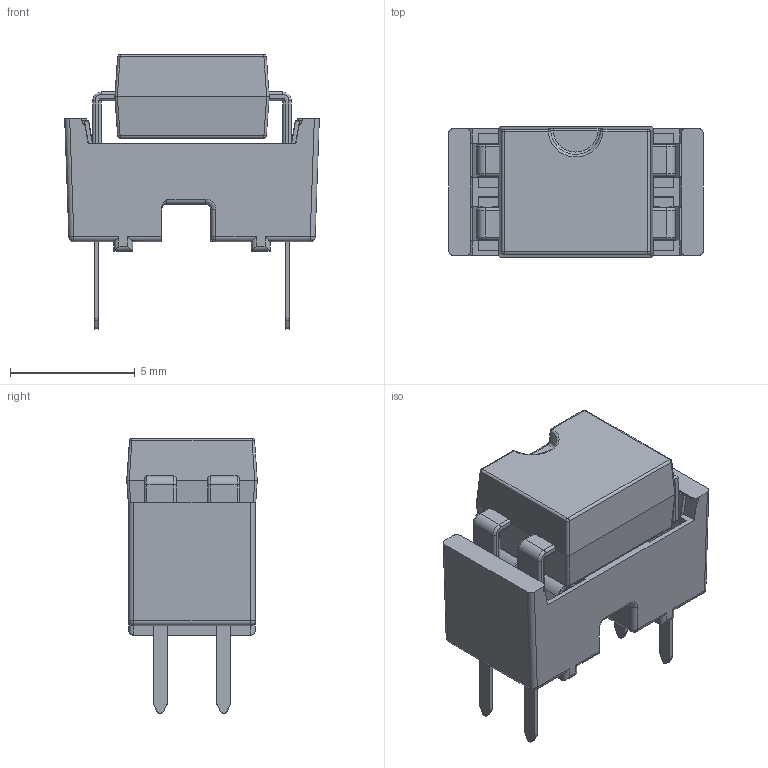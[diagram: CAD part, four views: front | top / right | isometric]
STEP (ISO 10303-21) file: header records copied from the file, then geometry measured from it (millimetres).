
FILE_DESCRIPTION(/* description */ (''),/* implementation_level */ '2;1');
FILE_NAME(/* name */ 'DIP-4 W7.62mm IC with Socket.stp',/* time_stamp */ '2019-09-26T16:13:36+02:00',/* author */ ('PCB-Tech'),/* organization */ (''),/* preprocessor_version */ 'ST-DEVELOPER v17.2',/* originating_system */ 'Autodesk Inventor 2019',/* authorisation */ '');
FILE_SCHEMA (('AUTOMOTIVE_DESIGN { 1 0 10303 214 3 1 1 }'));
Length unit declared in the file: millimetre
Products named in the file (6): DIP-4 W7.62mm IC with Socket; Stamped Dual Wipe Contact for DIP Sockets; Body DIP-4 P7.62mm Socket; DIP-4 W7.62mm Package; DIP-4 W7.62; IC Beinchen
Assembly tree (11 placements, depth 3):
  DIP-4 W7.62mm IC with Socket
    Stamped Dual Wipe Contact for DIP Sockets  x4
    Body DIP-4 P7.62mm Socket
    DIP-4 W7.62mm Package
      IC Beinchen  x4
      DIP-4 W7.62
Bounding box: 10.2 x 5.23 x 11.01 mm (x, y, z)
Volume: 262.8 mm3; surface area: 738.6 mm2
Topology: 10 solids, 10 shells, 1662 faces, 4021 edges, 2405 vertices
Faces by surface type: plane 522, cylinder 498, bspline 366, torus 205, sphere 71
Entity records: 24297 total; most frequent: CARTESIAN_POINT 10645, ORIENTED_EDGE 2876, DIRECTION 2696, EDGE_CURVE 1438, AXIS2_PLACEMENT_3D 940, VERTEX_POINT 871, LINE 816, VECTOR 816
